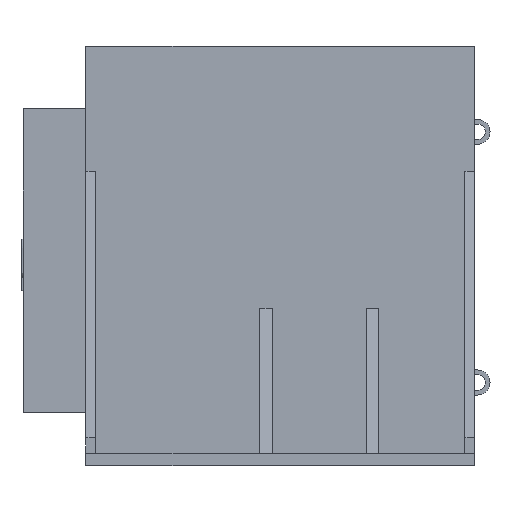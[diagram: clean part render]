
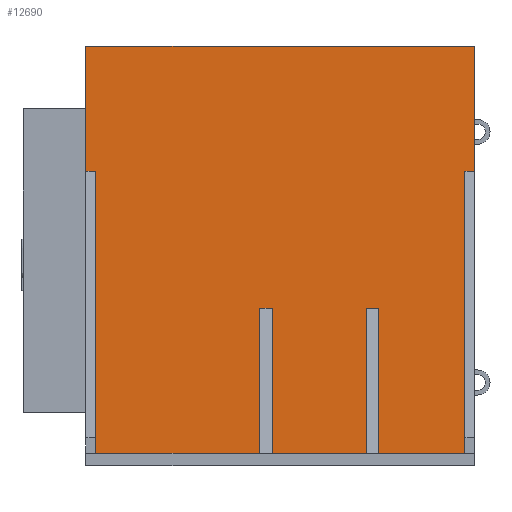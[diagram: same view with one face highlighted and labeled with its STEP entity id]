
A CAD part, left-side view. The second image highlights one B-rep face of the part: STEP entity #12690.
In plain terms, the highlighted planar face has unit normal (-1, 0, 0).
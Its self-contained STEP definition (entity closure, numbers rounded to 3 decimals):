
#1102=FACE_OUTER_BOUND('',#1820,.T.);
#1820=EDGE_LOOP('',(#8427,#8428,#8429,#8430,#8431,#8432,#8433,#8434,#8435,
#8436,#8437,#8438,#8439,#8440,#8441,#8442));
#2595=LINE('',#16477,#3894);
#2598=LINE('',#16483,#3897);
#2601=LINE('',#16488,#3900);
#2602=LINE('',#16491,#3901);
#2603=LINE('',#16493,#3902);
#2604=LINE('',#16495,#3903);
#2605=LINE('',#16497,#3904);
#2606=LINE('',#16499,#3905);
#2607=LINE('',#16501,#3906);
#2608=LINE('',#16503,#3907);
#2609=LINE('',#16505,#3908);
#2610=LINE('',#16507,#3909);
#2611=LINE('',#16509,#3910);
#2612=LINE('',#16511,#3911);
#2613=LINE('',#16513,#3912);
#2614=LINE('',#16514,#3913);
#3894=VECTOR('',#14031,10.);
#3897=VECTOR('',#14036,10.);
#3900=VECTOR('',#14041,10.);
#3901=VECTOR('',#14044,10.);
#3902=VECTOR('',#14045,10.);
#3903=VECTOR('',#14046,10.);
#3904=VECTOR('',#14047,10.);
#3905=VECTOR('',#14048,10.);
#3906=VECTOR('',#14049,10.);
#3907=VECTOR('',#14050,10.);
#3908=VECTOR('',#14051,10.);
#3909=VECTOR('',#14052,10.);
#3910=VECTOR('',#14053,10.);
#3911=VECTOR('',#14054,10.);
#3912=VECTOR('',#14055,10.);
#3913=VECTOR('',#14056,10.);
#5193=VERTEX_POINT('',#16474);
#5194=VERTEX_POINT('',#16476);
#5196=VERTEX_POINT('',#16482);
#5197=VERTEX_POINT('',#16486);
#5198=VERTEX_POINT('',#16490);
#5199=VERTEX_POINT('',#16492);
#5200=VERTEX_POINT('',#16494);
#5201=VERTEX_POINT('',#16496);
#5202=VERTEX_POINT('',#16498);
#5203=VERTEX_POINT('',#16500);
#5204=VERTEX_POINT('',#16502);
#5205=VERTEX_POINT('',#16504);
#5206=VERTEX_POINT('',#16506);
#5207=VERTEX_POINT('',#16508);
#5208=VERTEX_POINT('',#16510);
#5209=VERTEX_POINT('',#16512);
#6483=EDGE_CURVE('',#5194,#5193,#2595,.T.);
#6486=EDGE_CURVE('',#5196,#5194,#2598,.T.);
#6489=EDGE_CURVE('',#5193,#5197,#2601,.T.);
#6490=EDGE_CURVE('',#5198,#5197,#2602,.T.);
#6491=EDGE_CURVE('',#5198,#5199,#2603,.T.);
#6492=EDGE_CURVE('',#5199,#5200,#2604,.T.);
#6493=EDGE_CURVE('',#5201,#5200,#2605,.T.);
#6494=EDGE_CURVE('',#5201,#5202,#2606,.T.);
#6495=EDGE_CURVE('',#5203,#5202,#2607,.T.);
#6496=EDGE_CURVE('',#5203,#5204,#2608,.T.);
#6497=EDGE_CURVE('',#5204,#5205,#2609,.T.);
#6498=EDGE_CURVE('',#5206,#5205,#2610,.T.);
#6499=EDGE_CURVE('',#5206,#5207,#2611,.T.);
#6500=EDGE_CURVE('',#5207,#5208,#2612,.T.);
#6501=EDGE_CURVE('',#5208,#5209,#2613,.T.);
#6502=EDGE_CURVE('',#5196,#5209,#2614,.T.);
#8427=ORIENTED_EDGE('',*,*,#6486,.T.);
#8428=ORIENTED_EDGE('',*,*,#6483,.T.);
#8429=ORIENTED_EDGE('',*,*,#6489,.T.);
#8430=ORIENTED_EDGE('',*,*,#6490,.F.);
#8431=ORIENTED_EDGE('',*,*,#6491,.T.);
#8432=ORIENTED_EDGE('',*,*,#6492,.T.);
#8433=ORIENTED_EDGE('',*,*,#6493,.F.);
#8434=ORIENTED_EDGE('',*,*,#6494,.T.);
#8435=ORIENTED_EDGE('',*,*,#6495,.F.);
#8436=ORIENTED_EDGE('',*,*,#6496,.T.);
#8437=ORIENTED_EDGE('',*,*,#6497,.T.);
#8438=ORIENTED_EDGE('',*,*,#6498,.F.);
#8439=ORIENTED_EDGE('',*,*,#6499,.T.);
#8440=ORIENTED_EDGE('',*,*,#6500,.T.);
#8441=ORIENTED_EDGE('',*,*,#6501,.T.);
#8442=ORIENTED_EDGE('',*,*,#6502,.F.);
#12290=PLANE('',#13457);
#12690=ADVANCED_FACE('',(#1102),#12290,.T.);
#13457=AXIS2_PLACEMENT_3D('',#16489,#14042,#14043);
#14031=DIRECTION('',(0.,-1.,0.));
#14036=DIRECTION('',(0.,0.,1.));
#14041=DIRECTION('',(0.,0.,-1.));
#14042=DIRECTION('center_axis',(-1.,0.,0.));
#14043=DIRECTION('ref_axis',(0.,0.,1.));
#14044=DIRECTION('',(0.,1.,0.));
#14045=DIRECTION('',(0.,0.,1.));
#14046=DIRECTION('',(0.,-1.,0.));
#14047=DIRECTION('',(0.,0.,-1.));
#14048=DIRECTION('',(0.,1.,0.));
#14049=DIRECTION('',(0.,0.,1.));
#14050=DIRECTION('',(0.,-1.,0.));
#14051=DIRECTION('',(0.,0.,-1.));
#14052=DIRECTION('',(0.,1.,0.));
#14053=DIRECTION('',(0.,0.,1.));
#14054=DIRECTION('',(0.,-1.,0.));
#14055=DIRECTION('',(0.,0.,-1.));
#14056=DIRECTION('',(0.,1.,0.));
#16474=CARTESIAN_POINT('',(-40.,-15.75,25.182));
#16476=CARTESIAN_POINT('',(-40.,-13.75,25.182));
#16477=CARTESIAN_POINT('',(-40.,-7.875,25.182));
#16482=CARTESIAN_POINT('',(-40.,-13.75,2.));
#16483=CARTESIAN_POINT('',(-40.,-13.75,7.795));
#16486=CARTESIAN_POINT('',(-40.,-15.75,2.));
#16488=CARTESIAN_POINT('',(-40.,-15.75,7.795));
#16489=CARTESIAN_POINT('Origin',(-40.,0.,2.));
#16490=CARTESIAN_POINT('',(-40.,-29.5,2.));
#16491=CARTESIAN_POINT('',(-40.,0.,2.));
#16492=CARTESIAN_POINT('',(-40.,-29.5,47.));
#16493=CARTESIAN_POINT('',(-40.,-29.5,13.25));
#16494=CARTESIAN_POINT('',(-40.,-31.,47.));
#16495=CARTESIAN_POINT('',(-40.,-15.5,47.));
#16496=CARTESIAN_POINT('',(-40.,-31.,67.));
#16497=CARTESIAN_POINT('',(-40.,-31.,47.));
#16498=CARTESIAN_POINT('',(-40.,31.,67.));
#16499=CARTESIAN_POINT('',(-40.,0.,67.));
#16500=CARTESIAN_POINT('',(-40.,31.,47.));
#16501=CARTESIAN_POINT('',(-40.,31.,47.));
#16502=CARTESIAN_POINT('',(-40.,29.5,47.));
#16503=CARTESIAN_POINT('',(-40.,15.5,47.));
#16504=CARTESIAN_POINT('',(-40.,29.5,2.));
#16505=CARTESIAN_POINT('',(-40.,29.5,13.25));
#16506=CARTESIAN_POINT('',(-40.,3.25,2.));
#16507=CARTESIAN_POINT('',(-40.,0.,2.));
#16508=CARTESIAN_POINT('',(-40.,3.25,25.182));
#16509=CARTESIAN_POINT('',(-40.,3.25,7.795));
#16510=CARTESIAN_POINT('',(-40.,1.25,25.182));
#16511=CARTESIAN_POINT('',(-40.,0.625,25.182));
#16512=CARTESIAN_POINT('',(-40.,1.25,2.));
#16513=CARTESIAN_POINT('',(-40.,1.25,7.795));
#16514=CARTESIAN_POINT('',(-40.,0.,2.));
